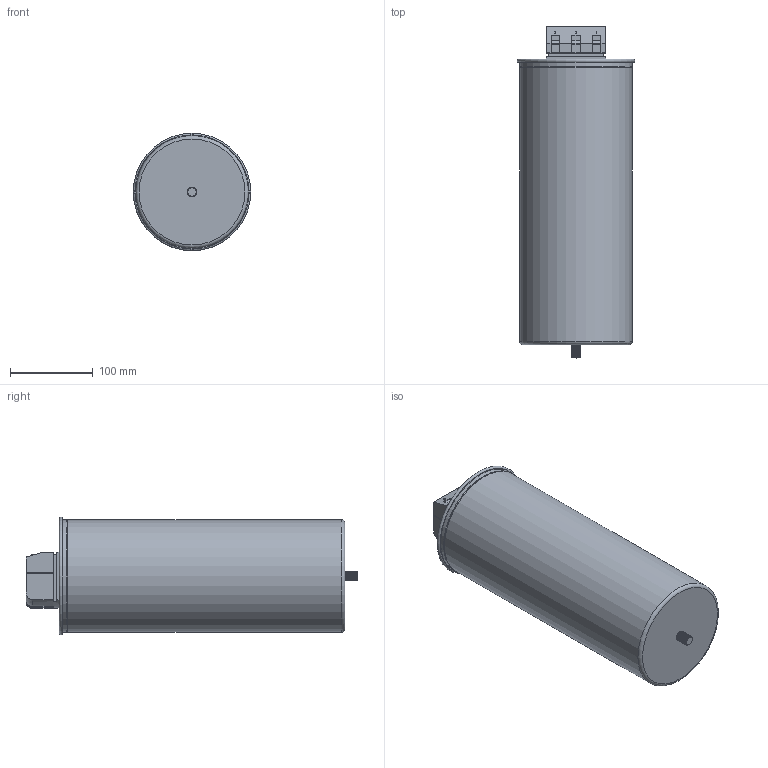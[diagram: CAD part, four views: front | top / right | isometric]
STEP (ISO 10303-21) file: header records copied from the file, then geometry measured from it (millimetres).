
FILE_DESCRIPTION(('STEP AP214'), '1');
FILE_NAME('136õ345', '', ('UNSPECIFIED'), ('UNSPECIFIED'), 'ASCON STEP Converter 1.3', 'ASCON Math Kernel', '');
FILE_SCHEMA(('AUTOMOTIVE_DESIGN { 1 0 10303 214 3 1 1}'));
Length unit declared in the file: millimetre
Assembly tree (2 placements, depth 2):
  (unnamed)
    (unnamed)
    (unnamed)
Bounding box: 142 x 401 x 142 mm (x, y, z)
Volume: 5184159.7 mm3; surface area: 214551 mm2
Topology: 2 solids, 2 shells, 316 faces, 868 edges, 574 vertices
Faces by surface type: plane 189, cylinder 110, torus 14, bspline 2, cone 1
Full cylindrical faces by diameter (mm): 5 x4, 6 x3, 136 x2
Entity records: 19815 total; most frequent: CARTESIAN_POINT 9036, ORIENTED_EDGE 1708, DIRECTION 1663, EDGE_CURVE 854, VERTEX_POINT 572, LINE 565, VECTOR 565, AXIS2_PLACEMENT_3D 549
